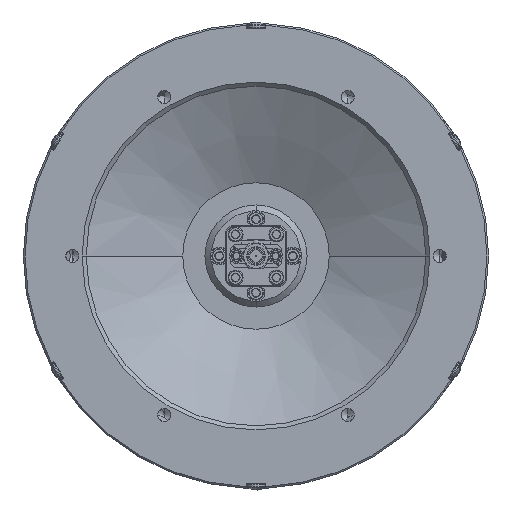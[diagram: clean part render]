
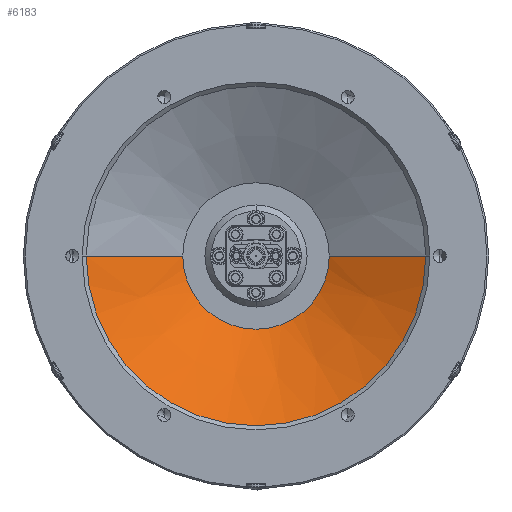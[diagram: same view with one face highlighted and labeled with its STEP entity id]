
A CAD part, front view. The second image highlights one B-rep face of the part: STEP entity #6183.
In plain terms, the highlighted conical face has half-angle 62.394 degrees and reference radius 52.832 mm.
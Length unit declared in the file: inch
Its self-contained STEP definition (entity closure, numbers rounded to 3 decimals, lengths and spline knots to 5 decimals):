
#3594 = FACE_OUTER_BOUND ( 'NONE', #75963, .T. ) ;
#6183 = ADVANCED_FACE ( 'NONE', ( #3594 ), #67067, .F. ) ;
#11394 = CARTESIAN_POINT ( 'NONE',  ( 1.45395, -1.34763, -0.10443 ) ) ;
#11500 = CARTESIAN_POINT ( 'NONE',  ( -2.70605, -1.34763, -0.10443 ) ) ;
#17618 = DIRECTION ( 'NONE',  ( -1., 0., 0. ) ) ;
#19303 = VERTEX_POINT ( 'NONE', #11500 ) ;
#26035 = EDGE_CURVE ( 'NONE', #37661, #19303, #89784, .T. ) ;
#26127 = CIRCLE ( 'NONE', #80700, 0.89721 ) ;
#29236 = CARTESIAN_POINT ( 'NONE',  ( -2.70605, -1.34763, -0.10443 ) ) ;
#29239 = EDGE_CURVE ( 'NONE', #113354, #50617, #38456, .T. ) ;
#30337 = CARTESIAN_POINT ( 'NONE',  ( 0.27116, -0.72914, -0.10443 ) ) ;
#35621 = VECTOR ( 'NONE', #58451, 39.37008 ) ;
#37661 = VERTEX_POINT ( 'NONE', #86142 ) ;
#38456 = LINE ( 'NONE', #94687, #35621 ) ;
#38905 = CARTESIAN_POINT ( 'NONE',  ( -0.62605, -1.34763, -0.10443 ) ) ;
#39471 = DIRECTION ( 'NONE',  ( -0.886, -0.463, 0. ) ) ;
#39948 = EDGE_CURVE ( 'NONE', #50617, #19303, #40909, .T. ) ;
#40909 = CIRCLE ( 'NONE', #100220, 2.08 ) ;
#41769 = EDGE_CURVE ( 'NONE', #113354, #37661, #26127, .T. ) ;
#43204 = DIRECTION ( 'NONE',  ( 0., 1., 0. ) ) ;
#44850 = CARTESIAN_POINT ( 'NONE',  ( -0.62605, -0.72914, -0.10443 ) ) ;
#48362 = DIRECTION ( 'NONE',  ( 1., 0., 0. ) ) ;
#50617 = VERTEX_POINT ( 'NONE', #11394 ) ;
#51603 = VECTOR ( 'NONE', #39471, 39.37008 ) ;
#58451 = DIRECTION ( 'NONE',  ( 0.886, -0.463, 0. ) ) ;
#61456 = DIRECTION ( 'NONE',  ( 0., 1., 0. ) ) ;
#61780 = CARTESIAN_POINT ( 'NONE',  ( -0.62605, -1.34763, -0.10443 ) ) ;
#67067 = CONICAL_SURFACE ( 'NONE', #92667, 2.08, 1.089 ) ;
#75963 = EDGE_LOOP ( 'NONE', ( #108270, #98625, #91027, #113342 ) ) ;
#80700 = AXIS2_PLACEMENT_3D ( 'NONE', #44850, #61456, #17618 ) ;
#84618 = DIRECTION ( 'NONE',  ( 0., -1., 0. ) ) ;
#86142 = CARTESIAN_POINT ( 'NONE',  ( -1.52327, -0.72914, -0.10443 ) ) ;
#89784 = LINE ( 'NONE', #29236, #51603 ) ;
#91027 = ORIENTED_EDGE ( 'NONE', *, *, #39948, .F. ) ;
#92667 = AXIS2_PLACEMENT_3D ( 'NONE', #38905, #84618, #48362 ) ;
#94687 = CARTESIAN_POINT ( 'NONE',  ( 1.45395, -1.34763, -0.10443 ) ) ;
#98625 = ORIENTED_EDGE ( 'NONE', *, *, #26035, .T. ) ;
#100220 = AXIS2_PLACEMENT_3D ( 'NONE', #61780, #43204, #107088 ) ;
#107088 = DIRECTION ( 'NONE',  ( -1., 0., 0. ) ) ;
#108270 = ORIENTED_EDGE ( 'NONE', *, *, #41769, .T. ) ;
#113342 = ORIENTED_EDGE ( 'NONE', *, *, #29239, .F. ) ;
#113354 = VERTEX_POINT ( 'NONE', #30337 ) ;
